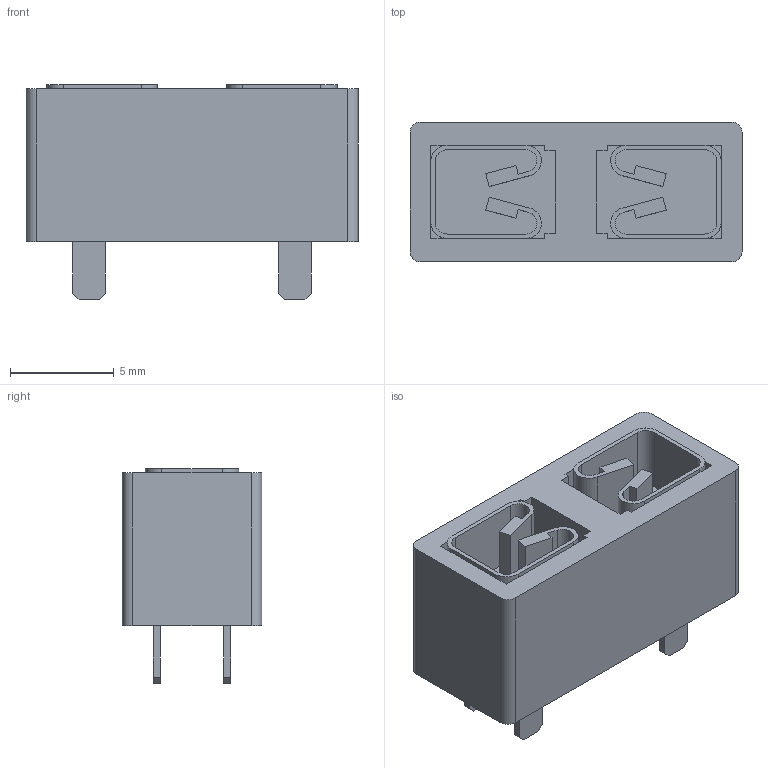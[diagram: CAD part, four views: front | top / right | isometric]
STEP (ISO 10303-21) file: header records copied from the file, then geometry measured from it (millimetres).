
FILE_DESCRIPTION((''),'2;1');
FILE_NAME('FUSEHOLDER_BLADEMINI','2020-10-03T02:43:00',('Mitch'),(''),'CREO PARAMETRIC BY PTC INC, 2018050','CREO PARAMETRIC BY PTC INC, 2018050','');
FILE_SCHEMA(('AUTOMOTIVE_DESIGN { 1 0 10303 214 1 1 1 1 }'));
Length unit declared in the file: millimetre
Products named in the file (1): FUSEHOLDER_BLADEMINI
Bounding box: 16 x 6.73 x 10.36 mm (x, y, z)
Volume: 673.6 mm3; surface area: 860 mm2
Topology: 1 solids, 1 shells, 116 faces, 312 edges, 204 vertices
Faces by surface type: plane 96, cylinder 20
Entity records: 5545 total; most frequent: CARTESIAN_POINT 634, ORIENTED_EDGE 624, DIRECTION 584, PRESENTATION_STYLE_ASSIGNMENT 423, STYLED_ITEM 385, CURVE_STYLE 312, EDGE_CURVE 312, VECTOR 272
